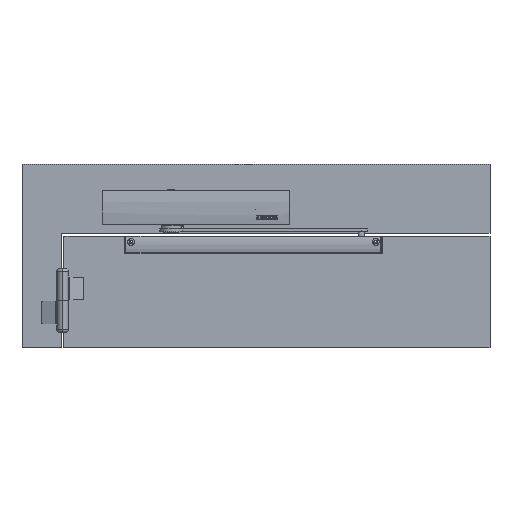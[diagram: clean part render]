
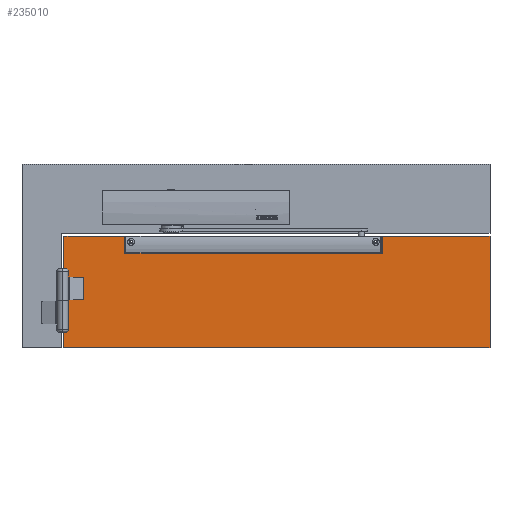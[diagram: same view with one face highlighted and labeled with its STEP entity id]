
A CAD part, top view. The second image highlights one B-rep face of the part: STEP entity #235010.
In plain terms, the highlighted planar face has unit normal (0, 0, 1).
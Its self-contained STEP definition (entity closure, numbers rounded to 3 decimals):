
#229070=CARTESIAN_POINT('',(-174.458,44.548,
-322.5));
#229080=DIRECTION('',(0.,-1.,0.));
#229090=VECTOR('',#229080,1.);
#229100=LINE('',#229070,#229090);
#229110=CARTESIAN_POINT('',(-174.458,-53.65,
-322.5));
#229120=VERTEX_POINT('',#229110);
#229130=CARTESIAN_POINT('',(-174.458,-93.65,
-322.5));
#229140=VERTEX_POINT('',#229130);
#229150=EDGE_CURVE('',#229120,#229140,#229100,.T.);
#230870=CARTESIAN_POINT('',(-206.458,-53.65,
-322.5));
#230880=VERTEX_POINT('',#230870);
#230910=CARTESIAN_POINT('',(-20.458,-53.65,
-322.5));
#230920=DIRECTION('',(1.,0.,0.));
#230930=VECTOR('',#230920,1.);
#230940=LINE('',#230910,#230930);
#230950=EDGE_CURVE('',#230880,#229120,#230940,.T.);
#231850=CARTESIAN_POINT('',(-20.458,-177.402,
-322.5));
#231860=DIRECTION('',(-1.,0.,0.));
#231870=VECTOR('',#231860,1.);
#231880=LINE('',#231850,#231870);
#231890=CARTESIAN_POINT('',(538.042,-177.402,
-322.5));
#231900=VERTEX_POINT('',#231890);
#231910=CARTESIAN_POINT('',(-207.958,-177.402,
-322.5));
#231920=VERTEX_POINT('',#231910);
#231930=EDGE_CURVE('',#231900,#231920,#231880,.T.);
#233020=CARTESIAN_POINT('',(-20.458,-93.65,
-322.5));
#233030=DIRECTION('',(-1.,0.,0.));
#233040=VECTOR('',#233030,1.);
#233050=LINE('',#233020,#233040);
#233060=CARTESIAN_POINT('',(-206.458,-93.65,
-322.5));
#233070=VERTEX_POINT('',#233060);
#233080=EDGE_CURVE('',#229140,#233070,#233050,.T.);
#233280=CARTESIAN_POINT('',(-206.458,44.548,
-322.5));
#233290=DIRECTION('',(0.,1.,0.));
#233300=VECTOR('',#233290,1.);
#233310=LINE('',#233280,#233300);
#233320=EDGE_CURVE('',#233070,#230880,#233310,.T.);
#233370=CARTESIAN_POINT('',(-20.458,222.598,
-322.5));
#233380=DIRECTION('',(-0.,0.,1.));
#233390=DIRECTION('',(0.,-1.,0.));
#233400=AXIS2_PLACEMENT_3D('',#233370,#233380,#233390);
#233410=PLANE('',#233400);
#233420=CARTESIAN_POINT('',(-20.458,17.998,
-322.5));
#233430=DIRECTION('',(1.,0.,0.));
#233440=VECTOR('',#233430,1.);
#233450=LINE('',#233420,#233440);
#233460=CARTESIAN_POINT('',(-207.958,17.998,
-322.5));
#233470=VERTEX_POINT('',#233460);
#233480=CARTESIAN_POINT('',(-102.045,17.998,
-322.5));
#233490=VERTEX_POINT('',#233480);
#233500=EDGE_CURVE('',#233470,#233490,#233450,.T.);
#233510=ORIENTED_EDGE('',*,*,#233500,.F.);
#233520=CARTESIAN_POINT('',(-101.445,17.198,
-322.5));
#233530=DIRECTION('',(0.,0.,-1.));
#233540=DIRECTION('',(0.,1.,0.));
#233550=AXIS2_PLACEMENT_3D('',#233520,#233530,#233540);
#233560=CIRCLE('',#233550,1.);
#233570=CARTESIAN_POINT('',(-102.445,17.198,
-322.5));
#233580=VERTEX_POINT('',#233570);
#233590=EDGE_CURVE('',#233580,#233490,#233560,.T.);
#233600=ORIENTED_EDGE('',*,*,#233590,.T.);
#233610=CARTESIAN_POINT('',(-102.445,44.548,
-322.5));
#233620=DIRECTION('',(0.,-1.,0.));
#233630=VECTOR('',#233620,1.);
#233640=LINE('',#233610,#233630);
#233650=CARTESIAN_POINT('',(-102.445,-10.802,
-322.5));
#233660=VERTEX_POINT('',#233650);
#233670=EDGE_CURVE('',#233580,#233660,#233640,.T.);
#233680=ORIENTED_EDGE('',*,*,#233670,.F.);
#233690=CARTESIAN_POINT('',(-101.445,-10.802,
-322.5));
#233700=DIRECTION('',(0.,0.,1.));
#233710=DIRECTION('',(0.,-1.,0.));
#233720=AXIS2_PLACEMENT_3D('',#233690,#233700,#233710);
#233730=CIRCLE('',#233720,1.);
#233740=CARTESIAN_POINT('',(-101.445,-11.802,
-322.5));
#233750=VERTEX_POINT('',#233740);
#233760=EDGE_CURVE('',#233660,#233750,#233730,.T.);
#233770=ORIENTED_EDGE('',*,*,#233760,.F.);
#233780=CARTESIAN_POINT('',(-20.458,-11.802,
-322.5));
#233790=DIRECTION('',(1.,0.,0.));
#233800=VECTOR('',#233790,1.);
#233810=LINE('',#233780,#233800);
#233820=CARTESIAN_POINT('',(-99.945,-11.802,
-322.5));
#233830=VERTEX_POINT('',#233820);
#233840=EDGE_CURVE('',#233750,#233830,#233810,.T.);
#233850=ORIENTED_EDGE('',*,*,#233840,.F.);
#233860=CARTESIAN_POINT('',(-99.945,44.548,
-322.5));
#233870=DIRECTION('',(0.,1.,0.));
#233880=VECTOR('',#233870,1.);
#233890=LINE('',#233860,#233880);
#233900=CARTESIAN_POINT('',(-99.945,-11.302,
-322.5));
#233910=VERTEX_POINT('',#233900);
#233920=EDGE_CURVE('',#233830,#233910,#233890,.T.);
#233930=ORIENTED_EDGE('',*,*,#233920,.F.);
#233940=CARTESIAN_POINT('',(-20.458,-11.302,
-322.5));
#233950=DIRECTION('',(1.,0.,0.));
#233960=VECTOR('',#233950,1.);
#233970=LINE('',#233940,#233960);
#233980=CARTESIAN_POINT('',(-99.445,-11.302,
-322.5));
#233990=VERTEX_POINT('',#233980);
#234000=EDGE_CURVE('',#233910,#233990,#233970,.T.);
#234010=ORIENTED_EDGE('',*,*,#234000,.F.);
#234020=CARTESIAN_POINT('',(-99.445,44.548,
-322.5));
#234030=DIRECTION('',(0.,-1.,0.));
#234040=VECTOR('',#234030,1.);
#234050=LINE('',#234020,#234040);
#234060=CARTESIAN_POINT('',(-99.445,-11.502,
-322.5));
#234070=VERTEX_POINT('',#234060);
#234080=EDGE_CURVE('',#233990,#234070,#234050,.T.);
#234090=ORIENTED_EDGE('',*,*,#234080,.F.);
#234100=CARTESIAN_POINT('',(-20.458,-11.502,
-322.5));
#234110=DIRECTION('',(1.,0.,0.));
#234120=VECTOR('',#234110,1.);
#234130=LINE('',#234100,#234120);
#234140=CARTESIAN_POINT('',(347.055,-11.502,
-322.5));
#234150=VERTEX_POINT('',#234140);
#234160=EDGE_CURVE('',#234070,#234150,#234130,.T.);
#234170=ORIENTED_EDGE('',*,*,#234160,.F.);
#234180=CARTESIAN_POINT('',(347.055,44.548,
-322.5));
#234190=DIRECTION('',(0.,1.,0.));
#234200=VECTOR('',#234190,1.);
#234210=LINE('',#234180,#234200);
#234220=CARTESIAN_POINT('',(347.055,-11.302,
-322.5));
#234230=VERTEX_POINT('',#234220);
#234240=EDGE_CURVE('',#234150,#234230,#234210,.T.);
#234250=ORIENTED_EDGE('',*,*,#234240,.F.);
#234260=CARTESIAN_POINT('',(-20.458,-11.302,
-322.5));
#234270=DIRECTION('',(1.,0.,0.));
#234280=VECTOR('',#234270,1.);
#234290=LINE('',#234260,#234280);
#234300=CARTESIAN_POINT('',(347.555,-11.302,
-322.5));
#234310=VERTEX_POINT('',#234300);
#234320=EDGE_CURVE('',#234230,#234310,#234290,.T.);
#234330=ORIENTED_EDGE('',*,*,#234320,.F.);
#234340=CARTESIAN_POINT('',(347.555,44.548,
-322.5));
#234350=DIRECTION('',(0.,-1.,0.));
#234360=VECTOR('',#234350,1.);
#234370=LINE('',#234340,#234360);
#234380=CARTESIAN_POINT('',(347.555,-11.802,
-322.5));
#234390=VERTEX_POINT('',#234380);
#234400=EDGE_CURVE('',#234310,#234390,#234370,.T.);
#234410=ORIENTED_EDGE('',*,*,#234400,.F.);
#234420=CARTESIAN_POINT('',(-20.458,-11.802,
-322.5));
#234430=DIRECTION('',(1.,0.,0.));
#234440=VECTOR('',#234430,1.);
#234450=LINE('',#234420,#234440);
#234460=CARTESIAN_POINT('',(349.055,-11.802,
-322.5));
#234470=VERTEX_POINT('',#234460);
#234480=EDGE_CURVE('',#234390,#234470,#234450,.T.);
#234490=ORIENTED_EDGE('',*,*,#234480,.F.);
#234500=CARTESIAN_POINT('',(349.055,-10.802,
-322.5));
#234510=DIRECTION('',(0.,0.,-1.));
#234520=DIRECTION('',(0.,-1.,0.));
#234530=AXIS2_PLACEMENT_3D('',#234500,#234510,#234520);
#234540=CIRCLE('',#234530,1.);
#234550=CARTESIAN_POINT('',(350.055,-10.802,
-322.5));
#234560=VERTEX_POINT('',#234550);
#234570=EDGE_CURVE('',#234560,#234470,#234540,.T.);
#234580=ORIENTED_EDGE('',*,*,#234570,.T.);
#234590=CARTESIAN_POINT('',(350.055,44.548,
-322.5));
#234600=DIRECTION('',(0.,1.,0.));
#234610=VECTOR('',#234600,1.);
#234620=LINE('',#234590,#234610);
#234630=CARTESIAN_POINT('',(350.055,17.198,-322.5
));
#234640=VERTEX_POINT('',#234630);
#234650=EDGE_CURVE('',#234560,#234640,#234620,.T.);
#234660=ORIENTED_EDGE('',*,*,#234650,.F.);
#234670=CARTESIAN_POINT('',(349.055,17.198,-322.5
));
#234680=DIRECTION('',(0.,0.,1.));
#234690=DIRECTION('',(0.,1.,0.));
#234700=AXIS2_PLACEMENT_3D('',#234670,#234680,#234690);
#234710=CIRCLE('',#234700,1.);
#234720=CARTESIAN_POINT('',(349.655,17.998,
-322.5));
#234730=VERTEX_POINT('',#234720);
#234740=EDGE_CURVE('',#234640,#234730,#234710,.T.);
#234750=ORIENTED_EDGE('',*,*,#234740,.F.);
#234760=CARTESIAN_POINT('',(538.042,17.998,-322.5
));
#234770=VERTEX_POINT('',#234760);
#234780=EDGE_CURVE('',#234730,#234770,#233450,.T.);
#234790=ORIENTED_EDGE('',*,*,#234780,.F.);
#234800=CARTESIAN_POINT('',(538.042,44.548,
-322.5));
#234810=DIRECTION('',(0.,1.,0.));
#234820=VECTOR('',#234810,1.);
#234830=LINE('',#234800,#234820);
#234840=EDGE_CURVE('',#231900,#234770,#234830,.T.);
#234850=ORIENTED_EDGE('',*,*,#234840,.T.);
#234860=ORIENTED_EDGE('',*,*,#231930,.F.);
#234870=CARTESIAN_POINT('',(-207.958,44.548,
-322.5));
#234880=DIRECTION('',(0.,-1.,0.));
#234890=VECTOR('',#234880,1.);
#234900=LINE('',#234870,#234890);
#234910=EDGE_CURVE('',#233470,#231920,#234900,.T.);
#234920=ORIENTED_EDGE('',*,*,#234910,.T.);
#234930=EDGE_LOOP('',(#234920,#234860,#234850,#234790,#234750,#234660,
#234580,#234490,#234410,#234330,#234250,#234170,#234090,#234010,#233930,
#233850,#233770,#233680,#233600,#233510));
#234940=FACE_OUTER_BOUND('',#234930,.T.);
#234950=ORIENTED_EDGE('',*,*,#233080,.T.);
#234960=ORIENTED_EDGE('',*,*,#229150,.T.);
#234970=ORIENTED_EDGE('',*,*,#230950,.T.);
#234980=ORIENTED_EDGE('',*,*,#233320,.T.);
#234990=EDGE_LOOP('',(#234980,#234970,#234960,#234950));
#235000=FACE_BOUND('',#234990,.T.);
#235010=ADVANCED_FACE('',(#234940,#235000),#233410,.T.);
